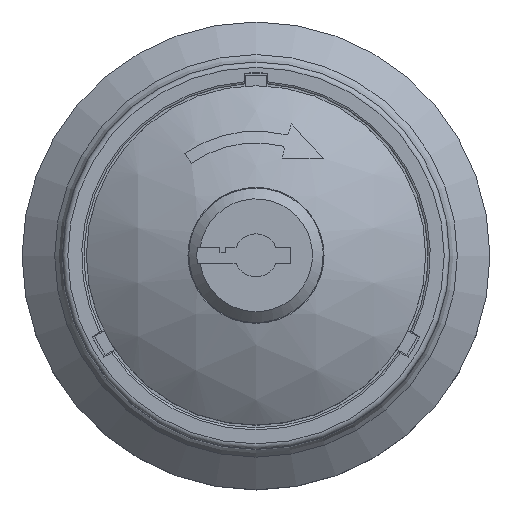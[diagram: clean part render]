
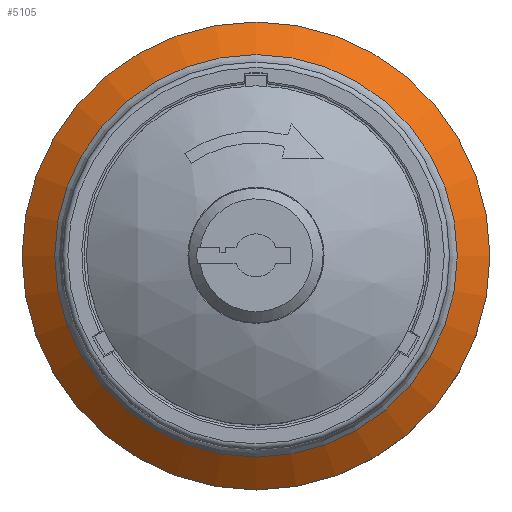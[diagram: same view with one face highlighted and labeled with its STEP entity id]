
A CAD part, top view. The second image highlights one B-rep face of the part: STEP entity #5105.
In plain terms, the highlighted conical face has half-angle 50 degrees and reference radius 20.232 mm.
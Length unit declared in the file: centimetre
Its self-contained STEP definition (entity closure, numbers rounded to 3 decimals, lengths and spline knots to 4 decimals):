
#46=CONICAL_SURFACE('',#5571,2.0232,50.);
#113=FACE_BOUND('',#808,.T.);
#474=FACE_OUTER_BOUND('',#807,.T.);
#807=EDGE_LOOP('',(#3967));
#808=EDGE_LOOP('',(#3968));
#1862=CIRCLE('',#5570,1.8714);
#1863=CIRCLE('',#5572,2.175);
#2290=VERTEX_POINT('',#8886);
#2291=VERTEX_POINT('',#8889);
#2911=EDGE_CURVE('',#2290,#2290,#1862,.T.);
#2912=EDGE_CURVE('',#2291,#2291,#1863,.T.);
#3967=ORIENTED_EDGE('',*,*,#2912,.F.);
#3968=ORIENTED_EDGE('',*,*,#2911,.T.);
#5105=ADVANCED_FACE('',(#474,#113),#46,.T.);
#5570=AXIS2_PLACEMENT_3D('',#8887,#6643,#6644);
#5571=AXIS2_PLACEMENT_3D('',#8888,#6645,#6646);
#5572=AXIS2_PLACEMENT_3D('',#8890,#6647,#6648);
#6643=DIRECTION('center_axis',(0.,0.,
-1.));
#6644=DIRECTION('ref_axis',(0.,1.,0.));
#6645=DIRECTION('center_axis',(0.,0.,
-1.));
#6646=DIRECTION('ref_axis',(0.,1.,0.));
#6647=DIRECTION('center_axis',(0.,0.,
-1.));
#6648=DIRECTION('ref_axis',(0.,1.,0.));
#8886=CARTESIAN_POINT('',(0.,1.8714,3.0497));
#8887=CARTESIAN_POINT('Origin',(0.,0.,
3.0497));
#8888=CARTESIAN_POINT('Origin',(0.,0.,
2.9224));
#8889=CARTESIAN_POINT('',(0.,2.175,2.795));
#8890=CARTESIAN_POINT('Origin',(0.,0.,
2.795));
